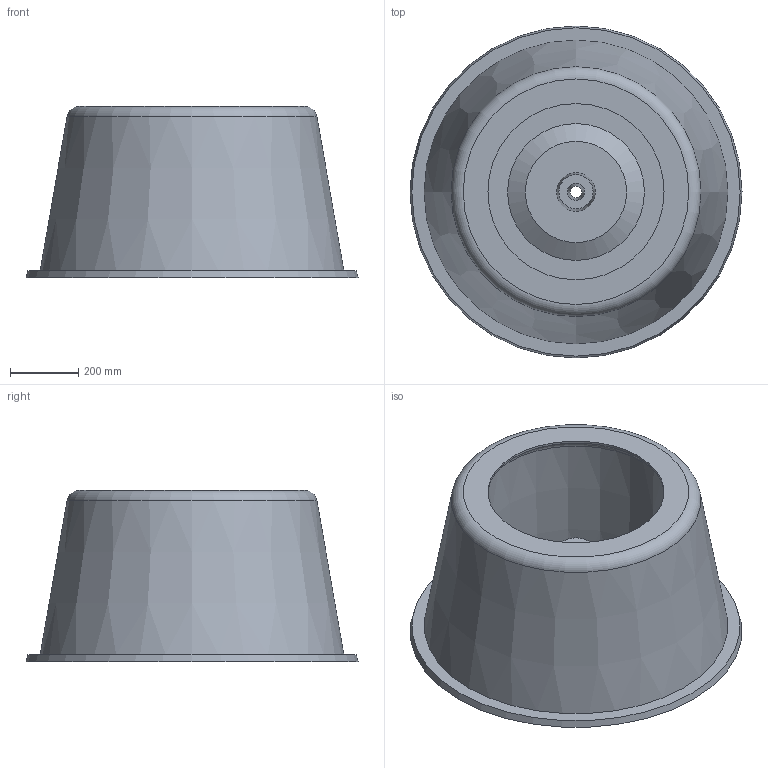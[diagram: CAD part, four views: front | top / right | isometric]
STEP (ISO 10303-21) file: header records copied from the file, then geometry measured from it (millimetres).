
FILE_DESCRIPTION(/* description */ (''),/* implementation_level */ '2;1');
FILE_NAME(/* name */ '18100.050X_3D.stp',/* time_stamp */ '2024-12-12T07:39:42+01:00',/* author */ ('CAD'),/* organization */ (''),/* preprocessor_version */ 'ST-DEVELOPER v20',/* originating_system */ 'AutoCAD Mechanical',/* authorisation */ '');
FILE_SCHEMA (('AUTOMOTIVE_DESIGN { 1 0 10303 214 3 1 1 }'));
Length unit declared in the file: centimetre
Products named in the file (1): Product
Bounding box: 970.7 x 970.7 x 500 mm (x, y, z)
Volume: 64590873.7 mm3; surface area: 5723408.6 mm2
Topology: 1 solids, 1 shells, 149 faces, 356 edges, 216 vertices
Faces by surface type: bspline 64, plane 33, torus 18, cylinder 17, cone 17
Full cylindrical faces by diameter (mm): 515 x1
Entity records: 7271 total; most frequent: CARTESIAN_POINT 4202, ORIENTED_EDGE 712, DIRECTION 506, EDGE_CURVE 356, AXIS2_PLACEMENT_3D 224, VERTEX_POINT 216, B_SPLINE_CURVE_WITH_KNOTS 160, EDGE_LOOP 158
